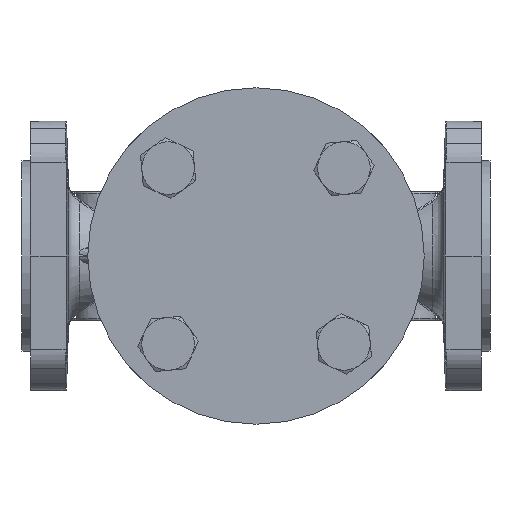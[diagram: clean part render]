
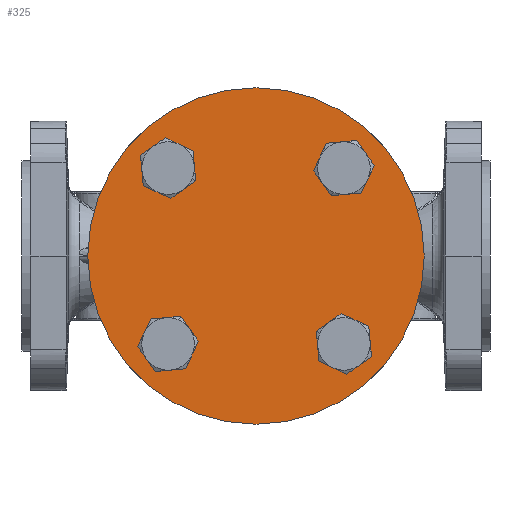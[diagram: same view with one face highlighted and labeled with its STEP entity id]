
A CAD part, front view. The second image highlights one B-rep face of the part: STEP entity #325.
In plain terms, the highlighted planar face has unit normal (0, -1, 0).
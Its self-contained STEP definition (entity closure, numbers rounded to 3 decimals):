
#72=CARTESIAN_POINT('',(-3.776,-96.337,164.5));
#73=DIRECTION('',(0.,-1.,0.));
#74=DIRECTION('',(0.,0.,-1.));
#75=AXIS2_PLACEMENT_3D('',#72,#73,#74);
#77=CARTESIAN_POINT('',(-3.776,-96.337,164.5));
#78=DIRECTION('',(0.,-1.,0.));
#79=DIRECTION('',(0.,0.,1.));
#80=AXIS2_PLACEMENT_3D('',#77,#78,#79);
#82=CARTESIAN_POINT('',(-33.828,-96.337,194.552));
#83=DIRECTION('',(0.,-1.,0.));
#84=DIRECTION('',(0.,0.,-1.));
#85=AXIS2_PLACEMENT_3D('',#82,#83,#84);
#87=CARTESIAN_POINT('',(-33.828,-96.337,194.552));
#88=DIRECTION('',(0.,-1.,0.));
#89=DIRECTION('',(0.,0.,1.));
#90=AXIS2_PLACEMENT_3D('',#87,#88,#89);
#92=CARTESIAN_POINT('',(26.276,-96.337,194.552));
#93=DIRECTION('',(0.,-1.,0.));
#94=DIRECTION('',(0.,0.,-1.));
#95=AXIS2_PLACEMENT_3D('',#92,#93,#94);
#97=CARTESIAN_POINT('',(26.276,-96.337,194.552));
#98=DIRECTION('',(0.,-1.,0.));
#99=DIRECTION('',(0.,0.,1.));
#100=AXIS2_PLACEMENT_3D('',#97,#98,#99);
#102=CARTESIAN_POINT('',(26.276,-96.337,134.448));
#103=DIRECTION('',(0.,-1.,0.));
#104=DIRECTION('',(0.,0.,-1.));
#105=AXIS2_PLACEMENT_3D('',#102,#103,#104);
#107=CARTESIAN_POINT('',(26.276,-96.337,134.448));
#108=DIRECTION('',(0.,-1.,0.));
#109=DIRECTION('',(0.,0.,1.));
#110=AXIS2_PLACEMENT_3D('',#107,#108,#109);
#112=CARTESIAN_POINT('',(-33.828,-96.337,134.448));
#113=DIRECTION('',(0.,-1.,0.));
#114=DIRECTION('',(0.,0.,-1.));
#115=AXIS2_PLACEMENT_3D('',#112,#113,#114);
#117=CARTESIAN_POINT('',(-33.828,-96.337,134.448));
#118=DIRECTION('',(0.,-1.,0.));
#119=DIRECTION('',(0.,0.,1.));
#120=AXIS2_PLACEMENT_3D('',#117,#118,#119);
#223=CARTESIAN_POINT('',(-3.776,-96.337,107.));
#225=VERTEX_POINT('',#223);
#226=CARTESIAN_POINT('',(26.276,-96.337,187.552));
#227=CARTESIAN_POINT('',(26.276,-96.337,201.552));
#228=VERTEX_POINT('',#226);
#229=VERTEX_POINT('',#227);
#248=CARTESIAN_POINT('',(-3.776,-96.337,222.));
#249=VERTEX_POINT('',#248);
#250=CARTESIAN_POINT('',(26.276,-96.337,127.448));
#251=CARTESIAN_POINT('',(26.276,-96.337,141.448));
#252=VERTEX_POINT('',#250);
#253=VERTEX_POINT('',#251);
#254=CARTESIAN_POINT('',(-33.828,-96.337,141.448));
#255=CARTESIAN_POINT('',(-33.828,-96.337,127.448));
#256=VERTEX_POINT('',#254);
#257=VERTEX_POINT('',#255);
#258=CARTESIAN_POINT('',(-33.828,-96.337,201.552));
#259=CARTESIAN_POINT('',(-33.828,-96.337,187.552));
#260=VERTEX_POINT('',#258);
#261=VERTEX_POINT('',#259);
#292=CARTESIAN_POINT('',(53.724,-96.337,164.5));
#293=DIRECTION('',(0.,1.,0.));
#294=DIRECTION('',(0.,0.,1.));
#295=AXIS2_PLACEMENT_3D('',#292,#293,#294);
#296=PLANE('',#295);
#297=ORIENTED_EDGE('',*,*,#283,.F.);
#298=ORIENTED_EDGE('',*,*,#273,.F.);
#299=EDGE_LOOP('',(#297,#298));
#300=FACE_OUTER_BOUND('',#299,.F.);
#302=ORIENTED_EDGE('',*,*,#301,.T.);
#304=ORIENTED_EDGE('',*,*,#303,.T.);
#305=EDGE_LOOP('',(#302,#304));
#306=FACE_BOUND('',#305,.F.);
#308=ORIENTED_EDGE('',*,*,#307,.T.);
#310=ORIENTED_EDGE('',*,*,#309,.T.);
#311=EDGE_LOOP('',(#308,#310));
#312=FACE_BOUND('',#311,.F.);
#314=ORIENTED_EDGE('',*,*,#313,.T.);
#316=ORIENTED_EDGE('',*,*,#315,.T.);
#317=EDGE_LOOP('',(#314,#316));
#318=FACE_BOUND('',#317,.F.);
#320=ORIENTED_EDGE('',*,*,#319,.T.);
#322=ORIENTED_EDGE('',*,*,#321,.T.);
#323=EDGE_LOOP('',(#320,#322));
#324=FACE_BOUND('',#323,.F.);
#325=ADVANCED_FACE('',(#300,#306,#312,#318,#324),#296,.F.);
#76=CIRCLE('',#75,57.5);
#81=CIRCLE('',#80,57.5);
#86=CIRCLE('',#85,7.);
#91=CIRCLE('',#90,7.);
#96=CIRCLE('',#95,7.);
#101=CIRCLE('',#100,7.);
#106=CIRCLE('',#105,7.);
#111=CIRCLE('',#110,7.);
#116=CIRCLE('',#115,7.);
#121=CIRCLE('',#120,7.);
#273=EDGE_CURVE('',#249,#225,#81,.T.);
#283=EDGE_CURVE('',#225,#249,#76,.T.);
#301=EDGE_CURVE('',#261,#260,#86,.T.);
#303=EDGE_CURVE('',#260,#261,#91,.T.);
#307=EDGE_CURVE('',#228,#229,#96,.T.);
#309=EDGE_CURVE('',#229,#228,#101,.T.);
#313=EDGE_CURVE('',#252,#253,#106,.T.);
#315=EDGE_CURVE('',#253,#252,#111,.T.);
#319=EDGE_CURVE('',#257,#256,#116,.T.);
#321=EDGE_CURVE('',#256,#257,#121,.T.);
